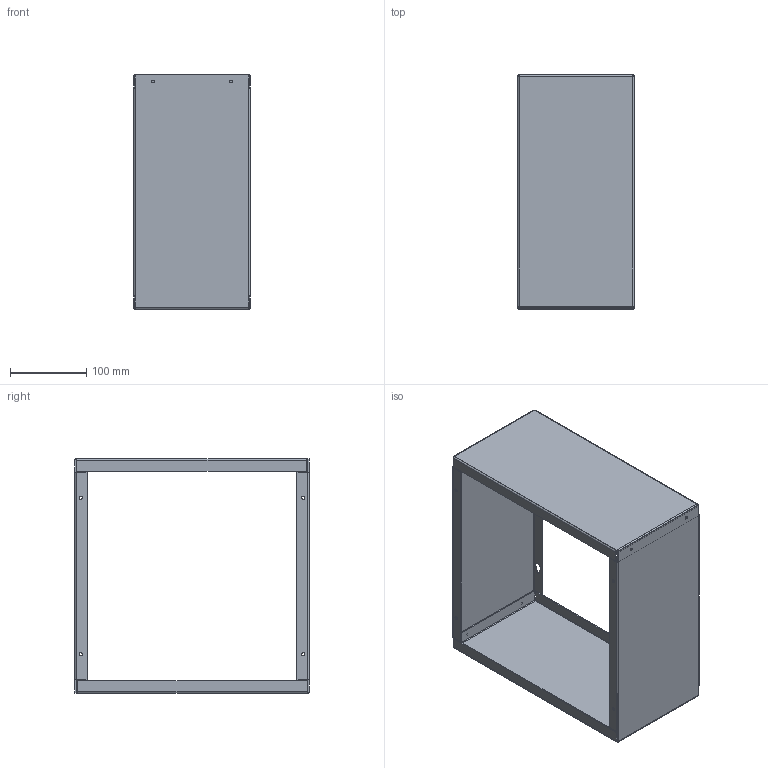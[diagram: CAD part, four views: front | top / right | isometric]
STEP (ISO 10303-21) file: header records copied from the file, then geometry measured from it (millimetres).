
FILE_DESCRIPTION (( 'STEP AP214' ), '1' );
FILE_NAME ('CS1212EXT6.STEP', '2021-09-09T18:18:29', ( '' ), ( '' ), 'SwSTEP 2.0', 'SolidWorks 2021', '' );
FILE_SCHEMA (( 'AUTOMOTIVE_DESIGN' ));
Length unit declared in the file: inch
Products named in the file (1): CS1212EXT6
Bounding box: 152.4 x 306.39 x 306.39 mm (x, y, z)
Volume: 319844.1 mm3; surface area: 447055.3 mm2
Topology: 2 solids, 2 shells, 124 faces, 300 edges, 184 vertices
Faces by surface type: plane 80, cylinder 44
Full cylindrical faces by diameter (mm): 3.327 x4, 3.683 x4, 4.318 x4
Entity records: 5219 total; most frequent: DIRECTION 626, CARTESIAN_POINT 597, ORIENTED_EDGE 576, EDGE_CURVE 288, AXIS2_PLACEMENT_3D 213, LINE 200, VECTOR 200, VERTEX_POINT 184
